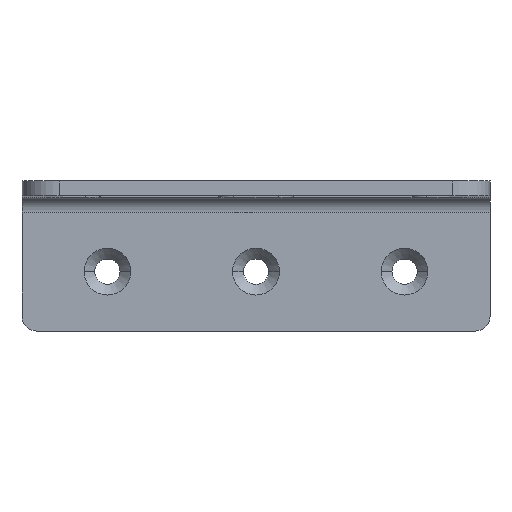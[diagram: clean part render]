
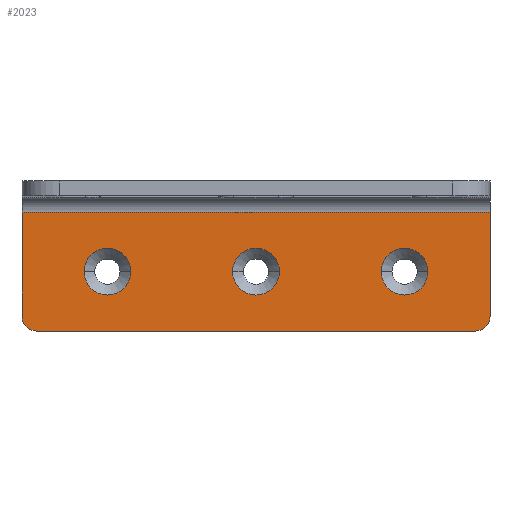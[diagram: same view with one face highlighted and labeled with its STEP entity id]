
A CAD part, top view. The second image highlights one B-rep face of the part: STEP entity #2023.
In plain terms, the highlighted planar face has unit normal (0, 0, 1).
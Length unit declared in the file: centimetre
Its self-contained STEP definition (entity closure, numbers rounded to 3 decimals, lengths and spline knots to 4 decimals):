
#49 = CARTESIAN_POINT ( 'NONE',  ( 6.1, 0., 0.2 ) ) ;
#99 = DIRECTION ( 'NONE',  ( 1., 0., 0. ) ) ;
#108 = EDGE_LOOP ( 'NONE', ( #1750, #1345 ) ) ;
#145 = DIRECTION ( 'NONE',  ( 0., 0., 1. ) ) ;
#157 = VERTEX_POINT ( 'NONE', #1279 ) ;
#159 = DIRECTION ( 'NONE',  ( 1., 0., 0. ) ) ;
#163 = DIRECTION ( 'NONE',  ( 0., 0., 1. ) ) ;
#167 = CARTESIAN_POINT ( 'NONE',  ( 0., 0., 0.2 ) ) ;
#176 = CIRCLE ( 'NONE', #1555, 0.2 ) ;
#179 = EDGE_CURVE ( 'NONE', #646, #257, #1545, .T. ) ;
#208 = ORIENTED_EDGE ( 'NONE', *, *, #1926, .F. ) ;
#216 = VERTEX_POINT ( 'NONE', #1451 ) ;
#239 = CIRCLE ( 'NONE', #990, 0.315 ) ;
#244 = CIRCLE ( 'NONE', #1802, 0.2 ) ;
#256 = CARTESIAN_POINT ( 'NONE',  ( 0.835, 0.8, 0.2 ) ) ;
#257 = VERTEX_POINT ( 'NONE', #788 ) ;
#279 = AXIS2_PLACEMENT_3D ( 'NONE', #2174, #1305, #1497 ) ;
#283 = DIRECTION ( 'NONE',  ( 0., 0., 1. ) ) ;
#315 = DIRECTION ( 'NONE',  ( 0., 1., 0. ) ) ;
#340 = EDGE_CURVE ( 'NONE', #1785, #1332, #2009, .T. ) ;
#345 = CARTESIAN_POINT ( 'NONE',  ( 6.3, 1.6, 0.2 ) ) ;
#353 = CIRCLE ( 'NONE', #279, 0.315 ) ;
#358 = AXIS2_PLACEMENT_3D ( 'NONE', #824, #145, #2181 ) ;
#367 = FACE_BOUND ( 'NONE', #1658, .T. ) ;
#387 = CARTESIAN_POINT ( 'NONE',  ( 6.1, 0.2, 0.2 ) ) ;
#390 = VECTOR ( 'NONE', #1821, 100. ) ;
#444 = EDGE_CURVE ( 'NONE', #216, #1528, #244, .T. ) ;
#471 = CARTESIAN_POINT ( 'NONE',  ( 2.835, 0.8, 0.2 ) ) ;
#511 = DIRECTION ( 'NONE',  ( 0., 0., 1. ) ) ;
#532 = ORIENTED_EDGE ( 'NONE', *, *, #848, .F. ) ;
#548 = FACE_BOUND ( 'NONE', #1792, .T. ) ;
#632 = DIRECTION ( 'NONE',  ( -1., 0., 0. ) ) ;
#643 = CARTESIAN_POINT ( 'NONE',  ( 5.15, 0.8, 0.2 ) ) ;
#646 = VERTEX_POINT ( 'NONE', #256 ) ;
#657 = DIRECTION ( 'NONE',  ( 0., 0., 1. ) ) ;
#694 = FACE_OUTER_BOUND ( 'NONE', #1161, .T. ) ;
#700 = ORIENTED_EDGE ( 'NONE', *, *, #1213, .F. ) ;
#733 = ORIENTED_EDGE ( 'NONE', *, *, #1310, .F. ) ;
#756 = EDGE_CURVE ( 'NONE', #1253, #1011, #353, .T. ) ;
#757 = AXIS2_PLACEMENT_3D ( 'NONE', #2067, #511, #1199 ) ;
#783 = VERTEX_POINT ( 'NONE', #471 ) ;
#788 = CARTESIAN_POINT ( 'NONE',  ( 1.465, 0.8, 0.2 ) ) ;
#824 = CARTESIAN_POINT ( 'NONE',  ( 1.15, 0.8, 0.2 ) ) ;
#848 = EDGE_CURVE ( 'NONE', #216, #157, #1722, .T. ) ;
#852 = DIRECTION ( 'NONE',  ( 1., 0., 0. ) ) ;
#918 = DIRECTION ( 'NONE',  ( 0., 0., 1. ) ) ;
#986 = VERTEX_POINT ( 'NONE', #49 ) ;
#990 = AXIS2_PLACEMENT_3D ( 'NONE', #643, #283, #1342 ) ;
#1011 = VERTEX_POINT ( 'NONE', #2135 ) ;
#1023 = CARTESIAN_POINT ( 'NONE',  ( 0.2, 0.2, 0.2 ) ) ;
#1026 = CARTESIAN_POINT ( 'NONE',  ( 0., 1.6, 0.2 ) ) ;
#1037 = AXIS2_PLACEMENT_3D ( 'NONE', #2153, #1995, #99 ) ;
#1075 = AXIS2_PLACEMENT_3D ( 'NONE', #1087, #918, #1611 ) ;
#1087 = CARTESIAN_POINT ( 'NONE',  ( 1.15, 0.8, 0.2 ) ) ;
#1160 = CARTESIAN_POINT ( 'NONE',  ( 3.465, 0.8, 0.2 ) ) ;
#1161 = EDGE_LOOP ( 'NONE', ( #208, #1762, #1937, #1492, #532, #1709 ) ) ;
#1183 = CIRCLE ( 'NONE', #358, 0.315 ) ;
#1199 = DIRECTION ( 'NONE',  ( 1., 0., 0. ) ) ;
#1213 = EDGE_CURVE ( 'NONE', #783, #1533, #1728, .T. ) ;
#1253 = VERTEX_POINT ( 'NONE', #1340 ) ;
#1279 = CARTESIAN_POINT ( 'NONE',  ( 0., 1.6, 0.2 ) ) ;
#1293 = DIRECTION ( 'NONE',  ( 0., 0., 1. ) ) ;
#1301 = EDGE_CURVE ( 'NONE', #1332, #157, #2036, .T. ) ;
#1305 = DIRECTION ( 'NONE',  ( 0., 0., 1. ) ) ;
#1310 = EDGE_CURVE ( 'NONE', #1533, #783, #1950, .T. ) ;
#1332 = VERTEX_POINT ( 'NONE', #345 ) ;
#1334 = CARTESIAN_POINT ( 'NONE',  ( 6.3, 0., 0.2 ) ) ;
#1340 = CARTESIAN_POINT ( 'NONE',  ( 5.465, 0.8, 0.2 ) ) ;
#1342 = DIRECTION ( 'NONE',  ( 1., 0., 0. ) ) ;
#1345 = ORIENTED_EDGE ( 'NONE', *, *, #2217, .F. ) ;
#1348 = CARTESIAN_POINT ( 'NONE',  ( 0.2, 0., 0.2 ) ) ;
#1368 = ORIENTED_EDGE ( 'NONE', *, *, #1790, .F. ) ;
#1377 = CARTESIAN_POINT ( 'NONE',  ( 3.15, 0.8, 0.2 ) ) ;
#1451 = CARTESIAN_POINT ( 'NONE',  ( 0., 0.2, 0.2 ) ) ;
#1492 = ORIENTED_EDGE ( 'NONE', *, *, #1301, .T. ) ;
#1497 = DIRECTION ( 'NONE',  ( 1., 0., 0. ) ) ;
#1528 = VERTEX_POINT ( 'NONE', #1348 ) ;
#1533 = VERTEX_POINT ( 'NONE', #1160 ) ;
#1545 = CIRCLE ( 'NONE', #1075, 0.315 ) ;
#1555 = AXIS2_PLACEMENT_3D ( 'NONE', #387, #1293, #1779 ) ;
#1583 = PLANE ( 'NONE',  #757 ) ;
#1595 = VECTOR ( 'NONE', #1719, 100. ) ;
#1611 = DIRECTION ( 'NONE',  ( 1., 0., 0. ) ) ;
#1632 = VECTOR ( 'NONE', #632, 100. ) ;
#1658 = EDGE_LOOP ( 'NONE', ( #1368, #1766 ) ) ;
#1709 = ORIENTED_EDGE ( 'NONE', *, *, #444, .T. ) ;
#1719 = DIRECTION ( 'NONE',  ( -1., 0., 0. ) ) ;
#1722 = LINE ( 'NONE', #167, #2018 ) ;
#1728 = CIRCLE ( 'NONE', #1037, 0.315 ) ;
#1731 = AXIS2_PLACEMENT_3D ( 'NONE', #1377, #163, #852 ) ;
#1750 = ORIENTED_EDGE ( 'NONE', *, *, #756, .F. ) ;
#1762 = ORIENTED_EDGE ( 'NONE', *, *, #2158, .T. ) ;
#1766 = ORIENTED_EDGE ( 'NONE', *, *, #179, .F. ) ;
#1768 = CARTESIAN_POINT ( 'NONE',  ( 6.3, 0.2, 0.2 ) ) ;
#1779 = DIRECTION ( 'NONE',  ( 1., 0., 0. ) ) ;
#1785 = VERTEX_POINT ( 'NONE', #1768 ) ;
#1790 = EDGE_CURVE ( 'NONE', #257, #646, #1183, .T. ) ;
#1792 = EDGE_LOOP ( 'NONE', ( #733, #700 ) ) ;
#1802 = AXIS2_PLACEMENT_3D ( 'NONE', #1023, #657, #159 ) ;
#1813 = CARTESIAN_POINT ( 'NONE',  ( 6.3, 0., 0.2 ) ) ;
#1821 = DIRECTION ( 'NONE',  ( 0., 1., 0. ) ) ;
#1867 = LINE ( 'NONE', #1334, #1632 ) ;
#1921 = FACE_BOUND ( 'NONE', #108, .T. ) ;
#1926 = EDGE_CURVE ( 'NONE', #986, #1528, #1867, .T. ) ;
#1937 = ORIENTED_EDGE ( 'NONE', *, *, #340, .T. ) ;
#1950 = CIRCLE ( 'NONE', #1731, 0.315 ) ;
#1995 = DIRECTION ( 'NONE',  ( 0., 0., 1. ) ) ;
#2009 = LINE ( 'NONE', #1813, #390 ) ;
#2018 = VECTOR ( 'NONE', #315, 100. ) ;
#2023 = ADVANCED_FACE ( 'NONE', ( #548, #1921, #367, #694 ), #1583, .T. ) ;
#2036 = LINE ( 'NONE', #1026, #1595 ) ;
#2067 = CARTESIAN_POINT ( 'NONE',  ( 6.3, 0., 0.2 ) ) ;
#2135 = CARTESIAN_POINT ( 'NONE',  ( 4.835, 0.8, 0.2 ) ) ;
#2153 = CARTESIAN_POINT ( 'NONE',  ( 3.15, 0.8, 0.2 ) ) ;
#2158 = EDGE_CURVE ( 'NONE', #986, #1785, #176, .T. ) ;
#2174 = CARTESIAN_POINT ( 'NONE',  ( 5.15, 0.8, 0.2 ) ) ;
#2181 = DIRECTION ( 'NONE',  ( 1., 0., 0. ) ) ;
#2217 = EDGE_CURVE ( 'NONE', #1011, #1253, #239, .T. ) ;
